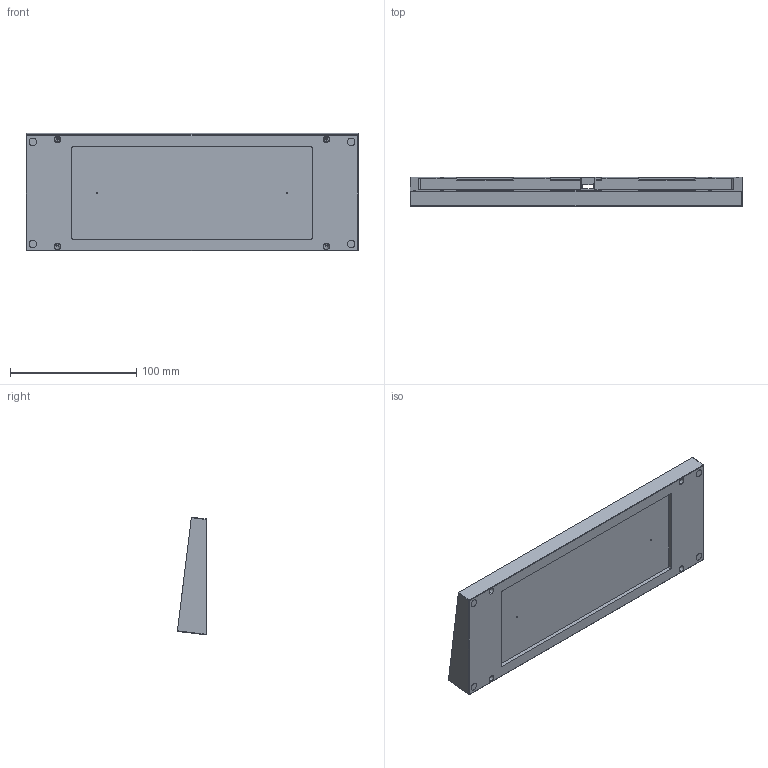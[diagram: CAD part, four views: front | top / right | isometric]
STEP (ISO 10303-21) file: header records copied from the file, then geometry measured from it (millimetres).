
FILE_DESCRIPTION (( 'STEP AP203' ), '1' );
FILE_NAME ('0_bottom.STEP', '2020-09-13T23:22:25', ( '' ), ( '' ), 'SwSTEP 2.0', 'SolidWorks 2020', '' );
FILE_SCHEMA (( 'CONFIG_CONTROL_DESIGN' ));
Length unit declared in the file: millimetre
Products named in the file (1): 0_bottom
Bounding box: 262.65 x 23.09 x 93.13 mm (x, y, z)
Volume: 204551.3 mm3; surface area: 69038 mm2
Topology: 1 solids, 1 shells, 204 faces, 536 edges, 350 vertices
Faces by surface type: plane 112, cylinder 88, cone 4
Entity records: 6369 total; most frequent: CARTESIAN_POINT 1111, DIRECTION 1102, ORIENTED_EDGE 1064, EDGE_CURVE 532, AXIS2_PLACEMENT_3D 373, LINE 356, VECTOR 356, VERTEX_POINT 350
